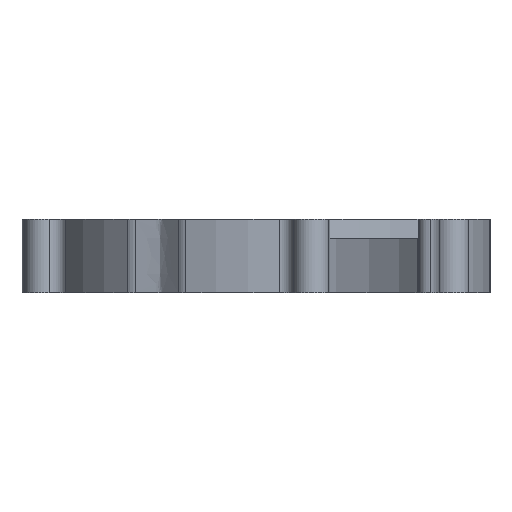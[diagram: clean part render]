
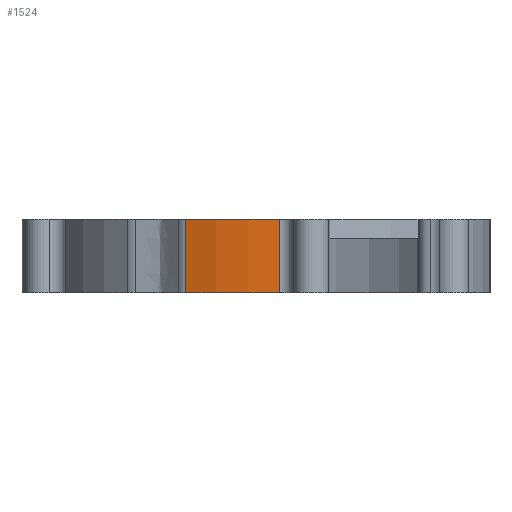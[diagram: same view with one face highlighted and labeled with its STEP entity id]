
A CAD part, front view. The second image highlights one B-rep face of the part: STEP entity #1524.
In plain terms, the highlighted cylindrical face has radius 35.5 mm (diameter 71 mm), a partial arc.
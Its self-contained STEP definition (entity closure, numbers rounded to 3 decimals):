
#152 = DIRECTION ( 'NONE',  ( 0., 0., 1. ) ) ;
#197 = CARTESIAN_POINT ( 'NONE',  ( -50.257, 57.436, -84.514 ) ) ;
#205 = EDGE_CURVE ( 'NONE', #2402, #2603, #1198, .T. ) ;
#394 = DIRECTION ( 'NONE',  ( 0., 0., 1. ) ) ;
#405 = CARTESIAN_POINT ( 'NONE',  ( -62.765, 24.213, -96.014 ) ) ;
#474 = AXIS2_PLACEMENT_3D ( 'NONE', #2107, #1874, #1934 ) ;
#589 = CARTESIAN_POINT ( 'NONE',  ( -62.765, 24.213, 26.581 ) ) ;
#590 = CARTESIAN_POINT ( 'NONE',  ( -48.014, 22.007, 26.581 ) ) ;
#597 = AXIS2_PLACEMENT_3D ( 'NONE', #197, #394, #2509 ) ;
#730 = CARTESIAN_POINT ( 'NONE',  ( -48.014, 22.007, -96.014 ) ) ;
#820 = CARTESIAN_POINT ( 'NONE',  ( -50.257, 57.436, -96.014 ) ) ;
#894 = EDGE_LOOP ( 'NONE', ( #1883, #1389, #2687, #1132 ) ) ;
#938 = EDGE_CURVE ( 'NONE', #2222, #2252, #2440, .T. ) ;
#1013 = DIRECTION ( 'NONE',  ( 0., 0., -1. ) ) ;
#1022 = DIRECTION ( 'NONE',  ( 1., 0., 0. ) ) ;
#1024 = DIRECTION ( 'NONE',  ( 0., 0., -1. ) ) ;
#1061 = CYLINDRICAL_SURFACE ( 'NONE', #474, 35.5 ) ;
#1082 = CARTESIAN_POINT ( 'NONE',  ( -48.014, 22.007, -84.514 ) ) ;
#1132 = ORIENTED_EDGE ( 'NONE', *, *, #938, .F. ) ;
#1198 = LINE ( 'NONE', #589, #1817 ) ;
#1346 = EDGE_CURVE ( 'NONE', #2603, #2252, #2415, .T. ) ;
#1389 = ORIENTED_EDGE ( 'NONE', *, *, #205, .T. ) ;
#1524 = ADVANCED_FACE ( 'NONE', ( #1690 ), #1061, .T. ) ;
#1690 = FACE_OUTER_BOUND ( 'NONE', #894, .T. ) ;
#1817 = VECTOR ( 'NONE', #1024, 1000. ) ;
#1874 = DIRECTION ( 'NONE',  ( 0., 0., -1. ) ) ;
#1883 = ORIENTED_EDGE ( 'NONE', *, *, #2172, .F. ) ;
#1934 = DIRECTION ( 'NONE',  ( -1., 0., 0. ) ) ;
#1980 = AXIS2_PLACEMENT_3D ( 'NONE', #820, #152, #1022 ) ;
#2012 = CARTESIAN_POINT ( 'NONE',  ( -62.765, 24.213, -84.514 ) ) ;
#2107 = CARTESIAN_POINT ( 'NONE',  ( -50.257, 57.436, 26.581 ) ) ;
#2172 = EDGE_CURVE ( 'NONE', #2402, #2222, #2191, .T. ) ;
#2191 = CIRCLE ( 'NONE', #597, 35.5 ) ;
#2222 = VERTEX_POINT ( 'NONE', #1082 ) ;
#2252 = VERTEX_POINT ( 'NONE', #730 ) ;
#2402 = VERTEX_POINT ( 'NONE', #2012 ) ;
#2415 = CIRCLE ( 'NONE', #1980, 35.5 ) ;
#2440 = LINE ( 'NONE', #590, #2502 ) ;
#2502 = VECTOR ( 'NONE', #1013, 1000. ) ;
#2509 = DIRECTION ( 'NONE',  ( 0., -1., 0. ) ) ;
#2603 = VERTEX_POINT ( 'NONE', #405 ) ;
#2687 = ORIENTED_EDGE ( 'NONE', *, *, #1346, .T. ) ;
